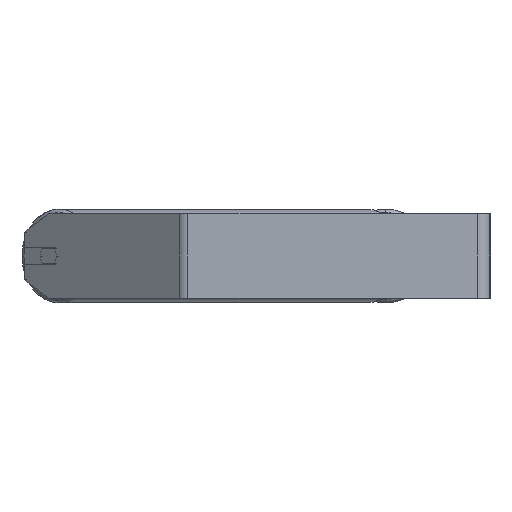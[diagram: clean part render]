
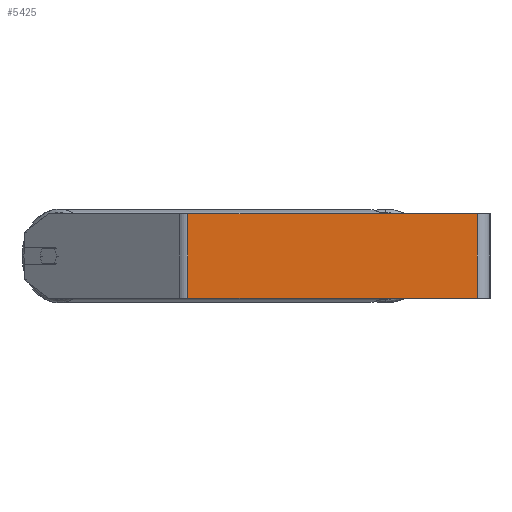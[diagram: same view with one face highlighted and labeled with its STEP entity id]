
A CAD part, left-side view. The second image highlights one B-rep face of the part: STEP entity #5425.
In plain terms, the highlighted planar face has unit normal (-1, 0, 0).
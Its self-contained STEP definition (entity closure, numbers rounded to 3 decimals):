
#110 = LINE ( 'NONE', #1400, #4804 ) ;
#350 = EDGE_CURVE ( 'NONE', #6580, #7699, #3912, .T. ) ;
#501 = EDGE_CURVE ( 'NONE', #5708, #6301, #3503, .T. ) ;
#676 = CARTESIAN_POINT ( 'NONE',  ( -745., 287.09, 40. ) ) ;
#882 = AXIS2_PLACEMENT_3D ( 'NONE', #4661, #4708, #6068 ) ;
#1264 = EDGE_CURVE ( 'NONE', #7699, #6301, #110, .T. ) ;
#1400 = CARTESIAN_POINT ( 'NONE',  ( -745., 12., 40. ) ) ;
#1647 = CARTESIAN_POINT ( 'NONE',  ( -745., 287.09, -40. ) ) ;
#1919 = DIRECTION ( 'NONE',  ( 0., 0., -1. ) ) ;
#2971 = ORIENTED_EDGE ( 'NONE', *, *, #5432, .T. ) ;
#3166 = CARTESIAN_POINT ( 'NONE',  ( -745., 12., -40. ) ) ;
#3503 = LINE ( 'NONE', #4876, #4932 ) ;
#3912 = LINE ( 'NONE', #7370, #7765 ) ;
#4166 = DIRECTION ( 'NONE',  ( 0., -1., 0. ) ) ;
#4169 = CARTESIAN_POINT ( 'NONE',  ( -745., 287.09, 40. ) ) ;
#4213 = CARTESIAN_POINT ( 'NONE',  ( -745., 12., 40. ) ) ;
#4221 = DIRECTION ( 'NONE',  ( 0., 0., -1. ) ) ;
#4661 = CARTESIAN_POINT ( 'NONE',  ( -745., 291.458, 40. ) ) ;
#4708 = DIRECTION ( 'NONE',  ( 1., 0., 0. ) ) ;
#4804 = VECTOR ( 'NONE', #4221, 1000. ) ;
#4876 = CARTESIAN_POINT ( 'NONE',  ( -745., 291.458, -40. ) ) ;
#4932 = VECTOR ( 'NONE', #4166, 1000. ) ;
#5042 = EDGE_LOOP ( 'NONE', ( #8098, #8062, #5877, #2971 ) ) ;
#5425 = ADVANCED_FACE ( 'NONE', ( #5936 ), #6026, .F. ) ;
#5432 = EDGE_CURVE ( 'NONE', #6580, #5708, #7985, .T. ) ;
#5692 = VECTOR ( 'NONE', #1919, 1000. ) ;
#5708 = VERTEX_POINT ( 'NONE', #1647 ) ;
#5877 = ORIENTED_EDGE ( 'NONE', *, *, #350, .F. ) ;
#5936 = FACE_OUTER_BOUND ( 'NONE', #5042, .T. ) ;
#6026 = PLANE ( 'NONE',  #882 ) ;
#6068 = DIRECTION ( 'NONE',  ( 0., 0., -1. ) ) ;
#6301 = VERTEX_POINT ( 'NONE', #3166 ) ;
#6580 = VERTEX_POINT ( 'NONE', #4169 ) ;
#7370 = CARTESIAN_POINT ( 'NONE',  ( -745., 291.458, 40. ) ) ;
#7699 = VERTEX_POINT ( 'NONE', #4213 ) ;
#7765 = VECTOR ( 'NONE', #8524, 1000. ) ;
#7985 = LINE ( 'NONE', #676, #5692 ) ;
#8062 = ORIENTED_EDGE ( 'NONE', *, *, #1264, .F. ) ;
#8098 = ORIENTED_EDGE ( 'NONE', *, *, #501, .T. ) ;
#8524 = DIRECTION ( 'NONE',  ( 0., -1., 0. ) ) ;
